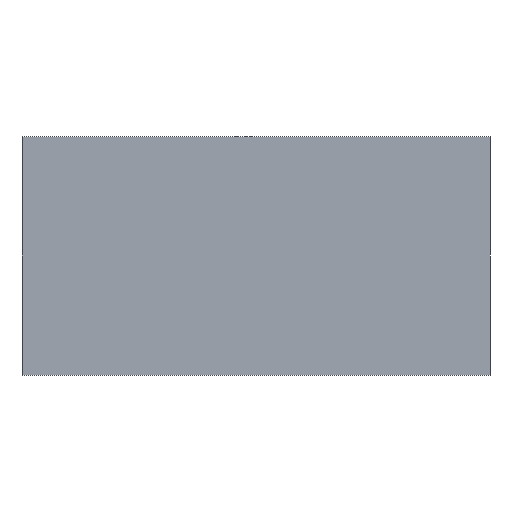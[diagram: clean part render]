
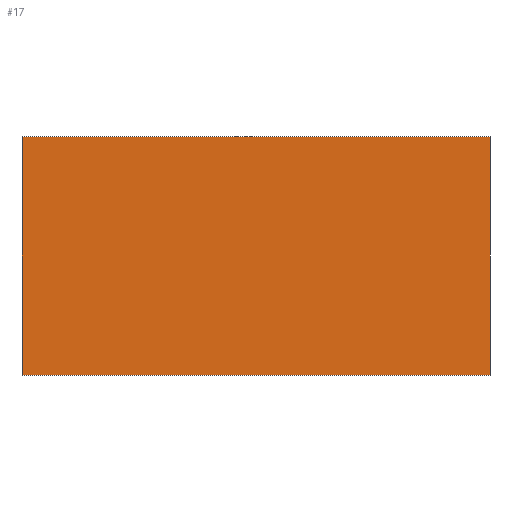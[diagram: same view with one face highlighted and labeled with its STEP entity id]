
A CAD part, top view. The second image highlights one B-rep face of the part: STEP entity #17.
In plain terms, the highlighted planar face has unit normal (0, 0, 1).
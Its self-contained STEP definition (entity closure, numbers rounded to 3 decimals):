
#17 = ADVANCED_FACE('',(#18),#31,.T.);
#18 = FACE_BOUND('',#19,.T.);
#19 = EDGE_LOOP('',(#20,#41,#55,#69));
#20 = ORIENTED_EDGE('',*,*,#21,.T.);
#21 = EDGE_CURVE('',#22,#24,#26,.T.);
#22 = VERTEX_POINT('',#23);
#23 = CARTESIAN_POINT('',(-54.52,-33.718,2.));
#24 = VERTEX_POINT('',#25);
#25 = CARTESIAN_POINT('',(55.464,-33.718,2.));
#26 = SURFACE_CURVE('',#27,(#30),.PCURVE_S1.);
#27 = B_SPLINE_CURVE_WITH_KNOTS('',1,(#28,#29),.UNSPECIFIED.,.F.,.F.,(2,
    2),(0.,109.984),.PIECEWISE_BEZIER_KNOTS.);
#28 = CARTESIAN_POINT('',(-54.52,-33.718,2.));
#29 = CARTESIAN_POINT('',(55.464,-33.718,2.));
#30 = PCURVE('',#31,#36);
#31 = PLANE('',#32);
#32 = AXIS2_PLACEMENT_3D('',#33,#34,#35);
#33 = CARTESIAN_POINT('',(-54.52,-33.718,2.));
#34 = DIRECTION('',(0.,0.,1.));
#35 = DIRECTION('',(1.,0.,-0.));
#36 = DEFINITIONAL_REPRESENTATION('',(#37),#40);
#37 = B_SPLINE_CURVE_WITH_KNOTS('',1,(#38,#39),.UNSPECIFIED.,.F.,.F.,(2,
    2),(0.,109.984),.PIECEWISE_BEZIER_KNOTS.);
#38 = CARTESIAN_POINT('',(0.,0.));
#39 = CARTESIAN_POINT('',(109.984,0.));
#40 = ( GEOMETRIC_REPRESENTATION_CONTEXT(2) 
PARAMETRIC_REPRESENTATION_CONTEXT() REPRESENTATION_CONTEXT('2D SPACE',''
  ) );
#41 = ORIENTED_EDGE('',*,*,#42,.T.);
#42 = EDGE_CURVE('',#24,#43,#45,.T.);
#43 = VERTEX_POINT('',#44);
#44 = CARTESIAN_POINT('',(55.464,22.43,2.));
#45 = SURFACE_CURVE('',#46,(#49),.PCURVE_S1.);
#46 = B_SPLINE_CURVE_WITH_KNOTS('',1,(#47,#48),.UNSPECIFIED.,.F.,.F.,(2,
    2),(0.,56.148),.PIECEWISE_BEZIER_KNOTS.);
#47 = CARTESIAN_POINT('',(55.464,-33.718,2.));
#48 = CARTESIAN_POINT('',(55.464,22.43,2.));
#49 = PCURVE('',#31,#50);
#50 = DEFINITIONAL_REPRESENTATION('',(#51),#54);
#51 = B_SPLINE_CURVE_WITH_KNOTS('',1,(#52,#53),.UNSPECIFIED.,.F.,.F.,(2,
    2),(0.,56.148),.PIECEWISE_BEZIER_KNOTS.);
#52 = CARTESIAN_POINT('',(109.984,0.));
#53 = CARTESIAN_POINT('',(109.984,56.148));
#54 = ( GEOMETRIC_REPRESENTATION_CONTEXT(2) 
PARAMETRIC_REPRESENTATION_CONTEXT() REPRESENTATION_CONTEXT('2D SPACE',''
  ) );
#55 = ORIENTED_EDGE('',*,*,#56,.T.);
#56 = EDGE_CURVE('',#43,#57,#59,.T.);
#57 = VERTEX_POINT('',#58);
#58 = CARTESIAN_POINT('',(-54.52,22.43,2.));
#59 = SURFACE_CURVE('',#60,(#63),.PCURVE_S1.);
#60 = B_SPLINE_CURVE_WITH_KNOTS('',1,(#61,#62),.UNSPECIFIED.,.F.,.F.,(2,
    2),(-109.984,0.),.PIECEWISE_BEZIER_KNOTS.);
#61 = CARTESIAN_POINT('',(55.464,22.43,2.));
#62 = CARTESIAN_POINT('',(-54.52,22.43,2.));
#63 = PCURVE('',#31,#64);
#64 = DEFINITIONAL_REPRESENTATION('',(#65),#68);
#65 = B_SPLINE_CURVE_WITH_KNOTS('',1,(#66,#67),.UNSPECIFIED.,.F.,.F.,(2,
    2),(-109.984,0.),.PIECEWISE_BEZIER_KNOTS.);
#66 = CARTESIAN_POINT('',(109.984,56.148));
#67 = CARTESIAN_POINT('',(0.,56.148));
#68 = ( GEOMETRIC_REPRESENTATION_CONTEXT(2) 
PARAMETRIC_REPRESENTATION_CONTEXT() REPRESENTATION_CONTEXT('2D SPACE',''
  ) );
#69 = ORIENTED_EDGE('',*,*,#70,.T.);
#70 = EDGE_CURVE('',#57,#22,#71,.T.);
#71 = SURFACE_CURVE('',#72,(#75),.PCURVE_S1.);
#72 = B_SPLINE_CURVE_WITH_KNOTS('',1,(#73,#74),.UNSPECIFIED.,.F.,.F.,(2,
    2),(-56.148,0.),.PIECEWISE_BEZIER_KNOTS.);
#73 = CARTESIAN_POINT('',(-54.52,22.43,2.));
#74 = CARTESIAN_POINT('',(-54.52,-33.718,2.));
#75 = PCURVE('',#31,#76);
#76 = DEFINITIONAL_REPRESENTATION('',(#77),#80);
#77 = B_SPLINE_CURVE_WITH_KNOTS('',1,(#78,#79),.UNSPECIFIED.,.F.,.F.,(2,
    2),(-56.148,0.),.PIECEWISE_BEZIER_KNOTS.);
#78 = CARTESIAN_POINT('',(0.,56.148));
#79 = CARTESIAN_POINT('',(0.,0.));
#80 = ( GEOMETRIC_REPRESENTATION_CONTEXT(2) 
PARAMETRIC_REPRESENTATION_CONTEXT() REPRESENTATION_CONTEXT('2D SPACE',''
  ) );
